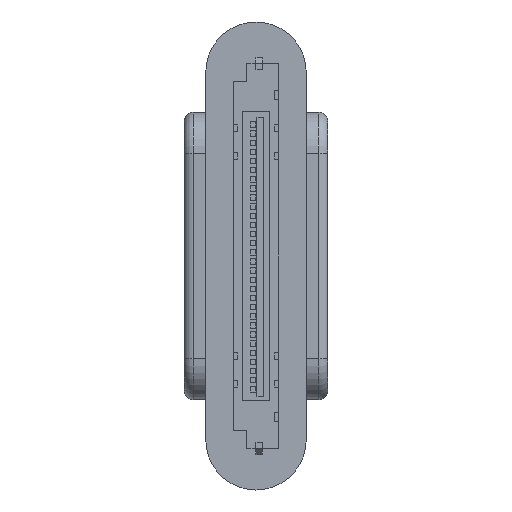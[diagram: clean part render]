
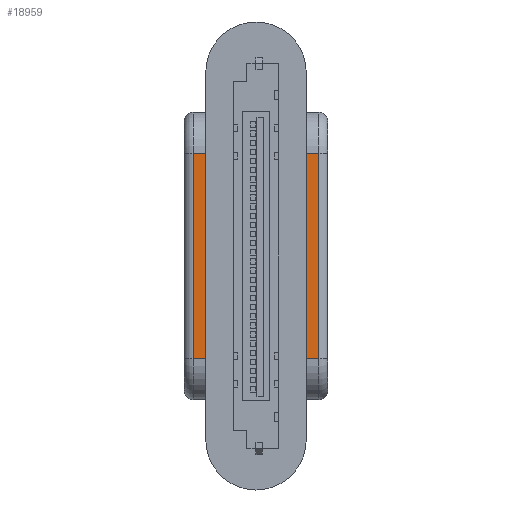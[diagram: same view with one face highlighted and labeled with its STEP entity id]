
A CAD part, left-side view. The second image highlights one B-rep face of the part: STEP entity #18959.
In plain terms, the highlighted face is planar.
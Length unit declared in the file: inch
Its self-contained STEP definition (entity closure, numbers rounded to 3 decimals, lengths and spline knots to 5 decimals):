
#61 = AXIS2_PLACEMENT_3D ( 'NONE', #4437, #341, #13297 ) ;
#341 = DIRECTION ( 'NONE',  ( 0., 0., 1. ) ) ;
#510 = ORIENTED_EDGE ( 'NONE', *, *, #1913, .T. ) ;
#542 = CARTESIAN_POINT ( 'NONE',  ( 0.22496, 0., 0. ) ) ;
#566 = LINE ( 'NONE', #10808, #14783 ) ;
#666 = DIRECTION ( 'NONE',  ( 1., 0., 0. ) ) ;
#833 = ORIENTED_EDGE ( 'NONE', *, *, #13786, .T. ) ;
#1255 = LINE ( 'NONE', #9846, #9465 ) ;
#1466 = DIRECTION ( 'NONE',  ( 1., 0., 0. ) ) ;
#1711 = PLANE ( 'NONE',  #61 ) ;
#1800 = EDGE_CURVE ( 'NONE', #5773, #18574, #12845, .T. ) ;
#1824 = EDGE_CURVE ( 'NONE', #3944, #6872, #11005, .T. ) ;
#1913 = EDGE_CURVE ( 'NONE', #7179, #3944, #1255, .T. ) ;
#3164 = FACE_BOUND ( 'NONE', #12656, .T. ) ;
#3230 = EDGE_CURVE ( 'NONE', #6872, #10242, #566, .T. ) ;
#3944 = VERTEX_POINT ( 'NONE', #17950 ) ;
#4437 = CARTESIAN_POINT ( 'NONE',  ( 0., 0., 0. ) ) ;
#4963 = AXIS2_PLACEMENT_3D ( 'NONE', #16419, #7501, #1466 ) ;
#5534 = DIRECTION ( 'NONE',  ( -1., 0., 0. ) ) ;
#5773 = VERTEX_POINT ( 'NONE', #10275 ) ;
#6343 = EDGE_LOOP ( 'NONE', ( #16320, #7461, #833, #510 ) ) ;
#6584 = ORIENTED_EDGE ( 'NONE', *, *, #7160, .F. ) ;
#6872 = VERTEX_POINT ( 'NONE', #7067 ) ;
#7067 = CARTESIAN_POINT ( 'NONE',  ( -0.22496, -0.13748, 0. ) ) ;
#7160 = EDGE_CURVE ( 'NONE', #18574, #5773, #7445, .T. ) ;
#7179 = VERTEX_POINT ( 'NONE', #15061 ) ;
#7445 = CIRCLE ( 'NONE', #4963, 0.08858 ) ;
#7461 = ORIENTED_EDGE ( 'NONE', *, *, #3230, .T. ) ;
#7501 = DIRECTION ( 'NONE',  ( 0., 0., 1. ) ) ;
#7882 = DIRECTION ( 'NONE',  ( 0., 0., 1. ) ) ;
#9252 = CARTESIAN_POINT ( 'NONE',  ( -0.08858, 0., 0. ) ) ;
#9445 = AXIS2_PLACEMENT_3D ( 'NONE', #16894, #7882, #666 ) ;
#9465 = VECTOR ( 'NONE', #5534, 39.37008 ) ;
#9846 = CARTESIAN_POINT ( 'NONE',  ( 0., 0.13748, 0. ) ) ;
#10242 = VERTEX_POINT ( 'NONE', #12103 ) ;
#10275 = CARTESIAN_POINT ( 'NONE',  ( 0.08858, 0., 0. ) ) ;
#10808 = CARTESIAN_POINT ( 'NONE',  ( 0., -0.13748, 0. ) ) ;
#11005 = LINE ( 'NONE', #18535, #11915 ) ;
#11915 = VECTOR ( 'NONE', #15432, 39.37008 ) ;
#12103 = CARTESIAN_POINT ( 'NONE',  ( 0.22496, -0.13748, 0. ) ) ;
#12327 = LINE ( 'NONE', #542, #15051 ) ;
#12431 = DIRECTION ( 'NONE',  ( 0., 1., 0. ) ) ;
#12656 = EDGE_LOOP ( 'NONE', ( #6584, #13829 ) ) ;
#12845 = CIRCLE ( 'NONE', #9445, 0.08858 ) ;
#13297 = DIRECTION ( 'NONE',  ( 1., 0., 0. ) ) ;
#13786 = EDGE_CURVE ( 'NONE', #10242, #7179, #12327, .T. ) ;
#13829 = ORIENTED_EDGE ( 'NONE', *, *, #1800, .F. ) ;
#14783 = VECTOR ( 'NONE', #15421, 39.37008 ) ;
#15051 = VECTOR ( 'NONE', #12431, 39.37008 ) ;
#15061 = CARTESIAN_POINT ( 'NONE',  ( 0.22496, 0.13748, 0. ) ) ;
#15421 = DIRECTION ( 'NONE',  ( 1., 0., 0. ) ) ;
#15432 = DIRECTION ( 'NONE',  ( 0., -1., 0. ) ) ;
#16320 = ORIENTED_EDGE ( 'NONE', *, *, #1824, .T. ) ;
#16419 = CARTESIAN_POINT ( 'NONE',  ( 0., 0., 0. ) ) ;
#16564 = FACE_OUTER_BOUND ( 'NONE', #6343, .T. ) ;
#16894 = CARTESIAN_POINT ( 'NONE',  ( 0., 0., 0. ) ) ;
#17950 = CARTESIAN_POINT ( 'NONE',  ( -0.22496, 0.13748, 0. ) ) ;
#18535 = CARTESIAN_POINT ( 'NONE',  ( -0.22496, 0., 0. ) ) ;
#18574 = VERTEX_POINT ( 'NONE', #9252 ) ;
#18959 = ADVANCED_FACE ( 'NONE', ( #3164, #16564 ), #1711, .T. ) ;
